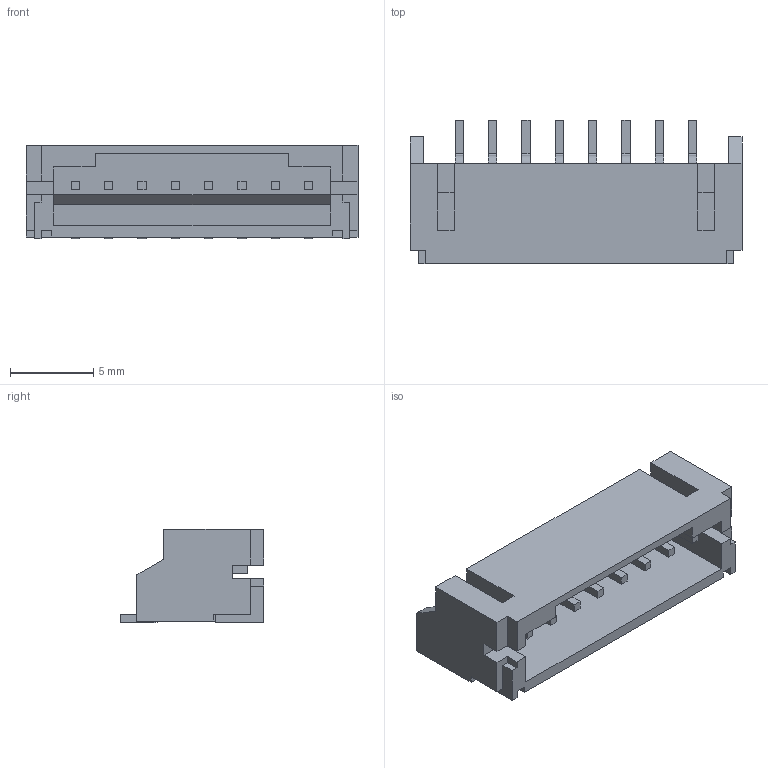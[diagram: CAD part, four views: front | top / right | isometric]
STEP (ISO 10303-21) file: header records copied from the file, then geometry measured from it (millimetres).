
FILE_DESCRIPTION(/* description */ (''),/* implementation_level */ '2;1');
FILE_NAME(/* name */ 'JST_-_S8B-PH-SM4-TB(LF)(SN).step',/* time_stamp */ '2022-11-19T11:41:15-03:00',/* author */ (''),/* organization */ (''),/* preprocessor_version */ 'ST-DEVELOPER v19.2',/* originating_system */ 'Autodesk Translation Framework v11.17.0.187',/* authorisation */ '');
FILE_SCHEMA (('AUTOMOTIVE_DESIGN { 1 0 10303 214 3 1 1 }'));
Length unit declared in the file: metre
Products named in the file (1): JST_-_S8B-PH-SM4-TB(LF)(SN)
Bounding box: 19.9 x 8.6 x 5.6 mm (x, y, z)
Volume: 357.3 mm3; surface area: 880.6 mm2
Topology: 1 solids, 1 shells, 172 faces, 472 edges, 314 vertices
Faces by surface type: plane 148, cylinder 24
Entity records: 5555 total; most frequent: CARTESIAN_POINT 959, ORIENTED_EDGE 944, DIRECTION 866, EDGE_CURVE 472, LINE 424, VECTOR 424, VERTEX_POINT 314, AXIS2_PLACEMENT_3D 221
